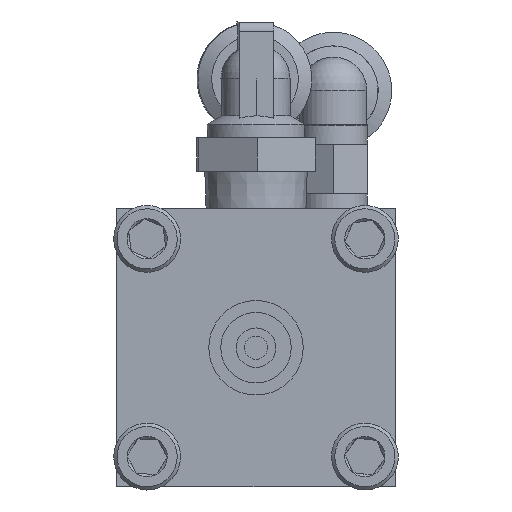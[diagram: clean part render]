
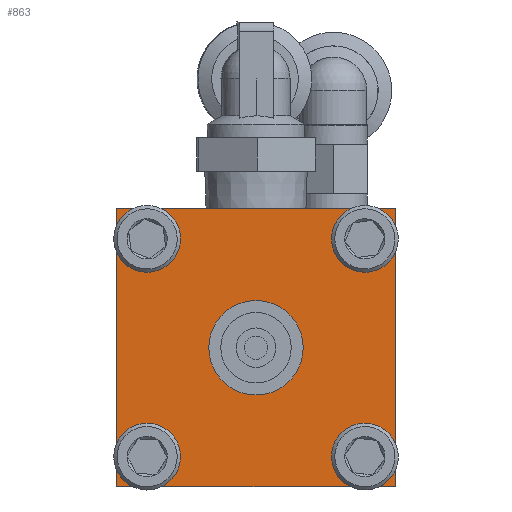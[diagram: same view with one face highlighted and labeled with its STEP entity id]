
A CAD part, front view. The second image highlights one B-rep face of the part: STEP entity #863.
In plain terms, the highlighted planar face has unit normal (0, -1, 0).
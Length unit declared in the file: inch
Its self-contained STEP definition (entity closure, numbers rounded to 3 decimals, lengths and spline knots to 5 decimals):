
#109 = AXIS2_PLACEMENT_3D ( 'NONE', #355, #4159, #906 ) ;
#129 = DIRECTION ( 'NONE',  ( 0., 1., 0. ) ) ;
#158 = EDGE_CURVE ( 'NONE', #4523, #4523, #4829, .T. ) ;
#214 = ORIENTED_EDGE ( 'NONE', *, *, #1662, .T. ) ;
#333 = CARTESIAN_POINT ( 'NONE',  ( -0.5625, -1.2125, 0.5625 ) ) ;
#355 = CARTESIAN_POINT ( 'NONE',  ( 0., -1.2125, 0. ) ) ;
#390 = VERTEX_POINT ( 'NONE', #2012 ) ;
#453 = CIRCLE ( 'NONE', #3802, 0.1215 ) ;
#454 = CARTESIAN_POINT ( 'NONE',  ( 0.44, -1.2125, -0.3185 ) ) ;
#473 = FACE_BOUND ( 'NONE', #5509, .T. ) ;
#641 = FACE_BOUND ( 'NONE', #5666, .T. ) ;
#654 = EDGE_CURVE ( 'NONE', #3571, #390, #2354, .T. ) ;
#657 = ORIENTED_EDGE ( 'NONE', *, *, #3933, .T. ) ;
#665 = CIRCLE ( 'NONE', #109, 0.191 ) ;
#677 = CARTESIAN_POINT ( 'NONE',  ( -0.5625, -1.2125, 0.5625 ) ) ;
#863 = ADVANCED_FACE ( 'NONE', ( #2097, #1926, #4973, #4798, #473, #641 ), #3930, .F. ) ;
#896 = DIRECTION ( 'NONE',  ( 0., 0., -1. ) ) ;
#906 = DIRECTION ( 'NONE',  ( 0., 0., 1. ) ) ;
#1079 = ORIENTED_EDGE ( 'NONE', *, *, #654, .T. ) ;
#1218 = DIRECTION ( 'NONE',  ( 0., 0., 1. ) ) ;
#1222 = VERTEX_POINT ( 'NONE', #6210 ) ;
#1615 = DIRECTION ( 'NONE',  ( 1., 0., 0. ) ) ;
#1662 = EDGE_CURVE ( 'NONE', #5283, #5283, #453, .T. ) ;
#1724 = VERTEX_POINT ( 'NONE', #6450 ) ;
#1813 = CARTESIAN_POINT ( 'NONE',  ( 0.5625, -1.2125, 0.5625 ) ) ;
#1835 = CIRCLE ( 'NONE', #1890, 0.1215 ) ;
#1890 = AXIS2_PLACEMENT_3D ( 'NONE', #2794, #6579, #3341 ) ;
#1925 = LINE ( 'NONE', #1813, #5320 ) ;
#1926 = FACE_BOUND ( 'NONE', #3820, .T. ) ;
#2012 = CARTESIAN_POINT ( 'NONE',  ( -0.5625, -1.2125, -0.5625 ) ) ;
#2017 = CIRCLE ( 'NONE', #6282, 0.1215 ) ;
#2097 = FACE_BOUND ( 'NONE', #4732, .T. ) ;
#2210 = CARTESIAN_POINT ( 'NONE',  ( -0.5625, -1.2125, 0.5625 ) ) ;
#2354 = LINE ( 'NONE', #333, #3280 ) ;
#2466 = LINE ( 'NONE', #4834, #5181 ) ;
#2548 = EDGE_LOOP ( 'NONE', ( #3098, #5986, #3708, #1079 ) ) ;
#2559 = CARTESIAN_POINT ( 'NONE',  ( 0.44, -1.2125, 0.44 ) ) ;
#2638 = EDGE_CURVE ( 'NONE', #390, #5314, #2466, .T. ) ;
#2717 = DIRECTION ( 'NONE',  ( 0., 1., 0. ) ) ;
#2759 = DIRECTION ( 'NONE',  ( 1., 0., 0. ) ) ;
#2794 = CARTESIAN_POINT ( 'NONE',  ( -0.44, -1.2125, 0.44 ) ) ;
#3098 = ORIENTED_EDGE ( 'NONE', *, *, #2638, .T. ) ;
#3104 = DIRECTION ( 'NONE',  ( 0., 0., 1. ) ) ;
#3280 = VECTOR ( 'NONE', #896, 39.37008 ) ;
#3341 = DIRECTION ( 'NONE',  ( 0.607, 0., -0.795 ) ) ;
#3345 = EDGE_CURVE ( 'NONE', #6215, #6215, #2017, .T. ) ;
#3388 = CARTESIAN_POINT ( 'NONE',  ( -0.44, -1.2125, -0.44 ) ) ;
#3423 = VERTEX_POINT ( 'NONE', #4882 ) ;
#3466 = EDGE_CURVE ( 'NONE', #3571, #1222, #4213, .T. ) ;
#3571 = VERTEX_POINT ( 'NONE', #6088 ) ;
#3591 = EDGE_CURVE ( 'NONE', #1222, #5314, #1925, .T. ) ;
#3708 = ORIENTED_EDGE ( 'NONE', *, *, #3466, .F. ) ;
#3802 = AXIS2_PLACEMENT_3D ( 'NONE', #5960, #2717, #6504 ) ;
#3820 = EDGE_LOOP ( 'NONE', ( #6875 ) ) ;
#3929 = DIRECTION ( 'NONE',  ( 0., 0., 1. ) ) ;
#3930 = PLANE ( 'NONE',  #4842 ) ;
#3933 = EDGE_CURVE ( 'NONE', #1724, #1724, #1835, .T. ) ;
#4016 = AXIS2_PLACEMENT_3D ( 'NONE', #2559, #6340, #3104 ) ;
#4159 = DIRECTION ( 'NONE',  ( 0., -1., 0. ) ) ;
#4213 = LINE ( 'NONE', #2210, #6935 ) ;
#4271 = CARTESIAN_POINT ( 'NONE',  ( -0.44, -1.2125, -0.3185 ) ) ;
#4480 = DIRECTION ( 'NONE',  ( 0., 1., 0. ) ) ;
#4486 = CARTESIAN_POINT ( 'NONE',  ( 0.5625, -1.2125, -0.5625 ) ) ;
#4523 = VERTEX_POINT ( 'NONE', #5298 ) ;
#4732 = EDGE_LOOP ( 'NONE', ( #5097 ) ) ;
#4798 = FACE_OUTER_BOUND ( 'NONE', #2548, .T. ) ;
#4829 = CIRCLE ( 'NONE', #4016, 0.1215 ) ;
#4834 = CARTESIAN_POINT ( 'NONE',  ( -0.5625, -1.2125, -0.5625 ) ) ;
#4842 = AXIS2_PLACEMENT_3D ( 'NONE', #677, #4480, #1218 ) ;
#4882 = CARTESIAN_POINT ( 'NONE',  ( 0., -1.2125, 0.191 ) ) ;
#4973 = FACE_BOUND ( 'NONE', #5994, .T. ) ;
#5097 = ORIENTED_EDGE ( 'NONE', *, *, #6593, .F. ) ;
#5181 = VECTOR ( 'NONE', #1615, 39.37008 ) ;
#5283 = VERTEX_POINT ( 'NONE', #454 ) ;
#5298 = CARTESIAN_POINT ( 'NONE',  ( 0.44, -1.2125, 0.5615 ) ) ;
#5314 = VERTEX_POINT ( 'NONE', #4486 ) ;
#5320 = VECTOR ( 'NONE', #6142, 39.37008 ) ;
#5509 = EDGE_LOOP ( 'NONE', ( #7031 ) ) ;
#5666 = EDGE_LOOP ( 'NONE', ( #214 ) ) ;
#5960 = CARTESIAN_POINT ( 'NONE',  ( 0.44, -1.2125, -0.44 ) ) ;
#5986 = ORIENTED_EDGE ( 'NONE', *, *, #3591, .F. ) ;
#5994 = EDGE_LOOP ( 'NONE', ( #657 ) ) ;
#6088 = CARTESIAN_POINT ( 'NONE',  ( -0.5625, -1.2125, 0.5625 ) ) ;
#6142 = DIRECTION ( 'NONE',  ( 0., 0., -1. ) ) ;
#6210 = CARTESIAN_POINT ( 'NONE',  ( 0.5625, -1.2125, 0.5625 ) ) ;
#6215 = VERTEX_POINT ( 'NONE', #4271 ) ;
#6282 = AXIS2_PLACEMENT_3D ( 'NONE', #3388, #129, #3929 ) ;
#6340 = DIRECTION ( 'NONE',  ( 0., 1., 0. ) ) ;
#6450 = CARTESIAN_POINT ( 'NONE',  ( -0.36628, -1.2125, 0.34342 ) ) ;
#6504 = DIRECTION ( 'NONE',  ( 0., 0., 1. ) ) ;
#6579 = DIRECTION ( 'NONE',  ( 0., 1., 0. ) ) ;
#6593 = EDGE_CURVE ( 'NONE', #3423, #3423, #665, .T. ) ;
#6875 = ORIENTED_EDGE ( 'NONE', *, *, #3345, .T. ) ;
#6935 = VECTOR ( 'NONE', #2759, 39.37008 ) ;
#7031 = ORIENTED_EDGE ( 'NONE', *, *, #158, .T. ) ;
